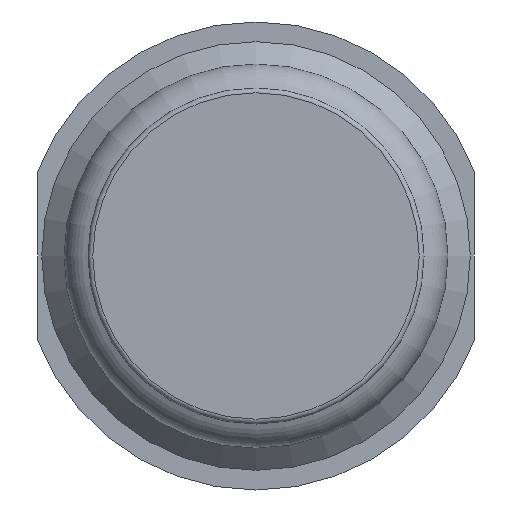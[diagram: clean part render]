
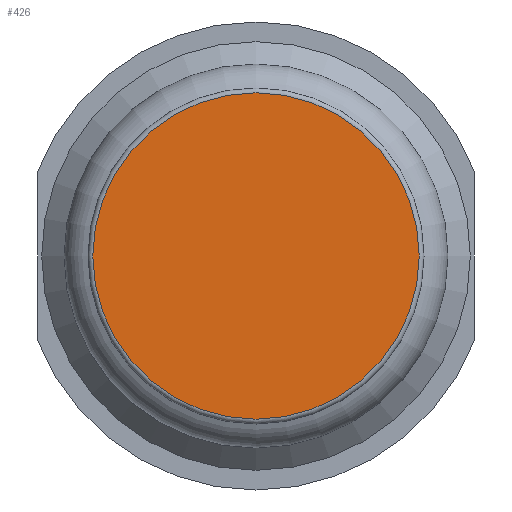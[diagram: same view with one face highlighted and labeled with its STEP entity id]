
A CAD part, front view. The second image highlights one B-rep face of the part: STEP entity #426.
In plain terms, the highlighted planar face has unit normal (0, -1, 0).
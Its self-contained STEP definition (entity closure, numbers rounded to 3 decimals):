
#31 = VERTEX_POINT('',#32);
#32 = CARTESIAN_POINT('',(0.,-7.6,-3.4));
#42 = EDGE_CURVE('',#31,#31,#43,.T.);
#43 = CIRCLE('',#44,3.4);
#44 = AXIS2_PLACEMENT_3D('',#45,#46,#47);
#45 = CARTESIAN_POINT('',(0.,-7.6,0.));
#46 = DIRECTION('',(0.,-1.,0.));
#47 = DIRECTION('',(0.,0.,-1.));
#426 = ADVANCED_FACE('',(#427),#430,.T.);
#427 = FACE_BOUND('',#428,.T.);
#428 = EDGE_LOOP('',(#429));
#429 = ORIENTED_EDGE('',*,*,#42,.T.);
#430 = PLANE('',#431);
#431 = AXIS2_PLACEMENT_3D('',#432,#433,#434);
#432 = CARTESIAN_POINT('',(0.,-7.6,0.));
#433 = DIRECTION('',(-0.,-1.,-0.));
#434 = DIRECTION('',(0.,0.,-1.));
